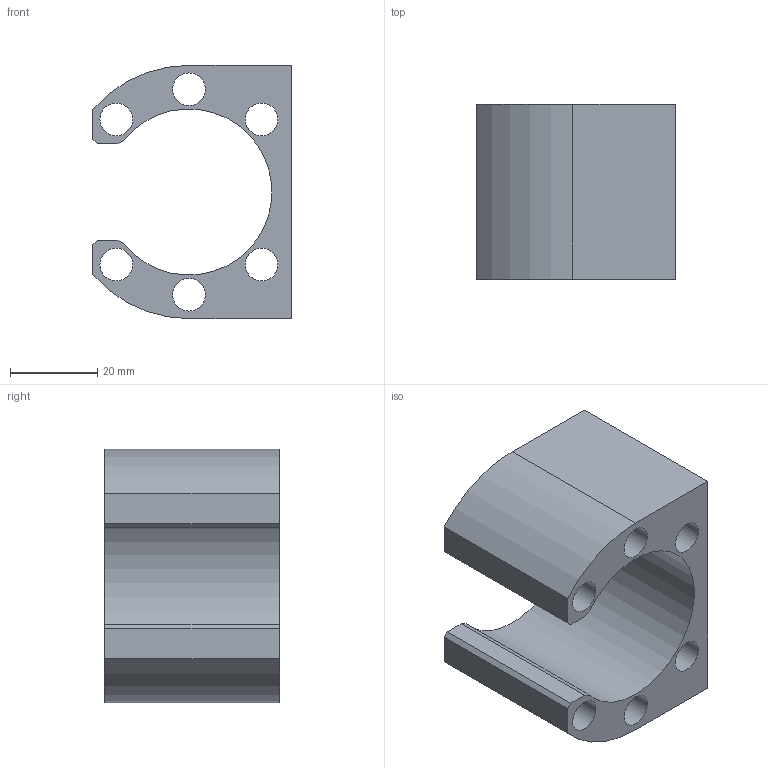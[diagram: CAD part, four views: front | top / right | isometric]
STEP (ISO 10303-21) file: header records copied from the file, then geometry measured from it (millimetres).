
FILE_DESCRIPTION(/* description */ (''),/* implementation_level */ '2;1');
FILE_NAME(/* name */ 'Ball Screw Nut Mounting Block.step',/* time_stamp */ '2022-04-06T07:41:44+02:00',/* author */ (''),/* organization */ (''),/* preprocessor_version */ 'ST-DEVELOPER v18.1',/* originating_system */ 'Autodesk Translation Framework v10.14.0.1471',/* authorisation */ '');
FILE_SCHEMA (('AUTOMOTIVE_DESIGN { 1 0 10303 214 3 1 1 }'));
Length unit declared in the file: millimetre
Products named in the file (1): Ball Screw Nut Mounting Block
Bounding box: 45.4 x 40 x 58 mm (x, y, z)
Volume: 39040.7 mm3; surface area: 19723.4 mm2
Topology: 1 solids, 1 shells, 30 faces, 72 edges, 48 vertices
Faces by surface type: plane 17, cylinder 13
Full cylindrical faces by diameter (mm): 5 x4, 7.5 x6
Entity records: 939 total; most frequent: DIRECTION 160, CARTESIAN_POINT 151, ORIENTED_EDGE 144, EDGE_CURVE 72, AXIS2_PLACEMENT_3D 57, VERTEX_POINT 48, EDGE_LOOP 46, LINE 46
